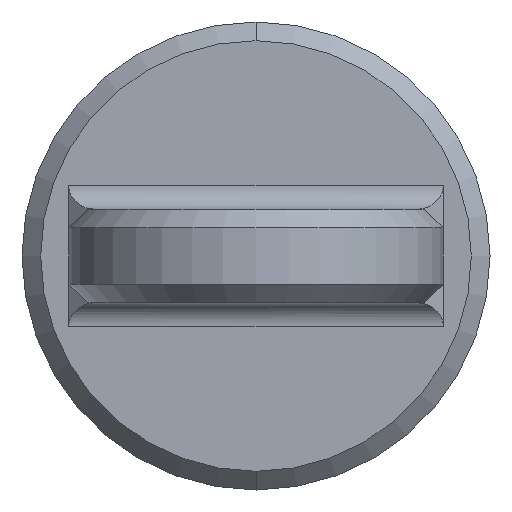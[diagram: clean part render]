
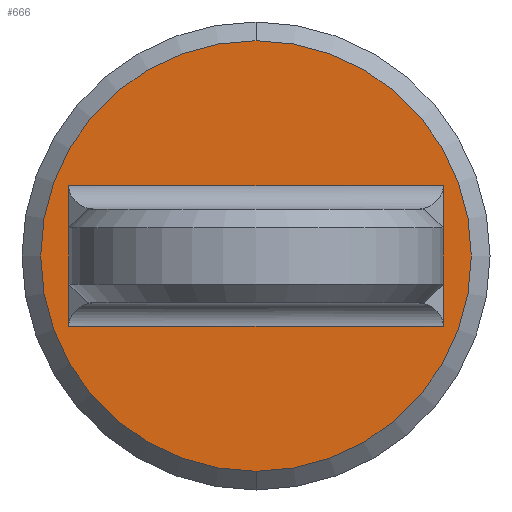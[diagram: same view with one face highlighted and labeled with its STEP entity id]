
A CAD part, front view. The second image highlights one B-rep face of the part: STEP entity #666.
In plain terms, the highlighted planar face has unit normal (0, -1, 0).
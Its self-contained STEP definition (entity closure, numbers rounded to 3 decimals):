
#7 = VECTOR ( 'NONE', #918, 1000. ) ;
#12 = DIRECTION ( 'NONE',  ( 1., 0., 0. ) ) ;
#34 = EDGE_CURVE ( 'NONE', #399, #670, #449, .T. ) ;
#51 = CARTESIAN_POINT ( 'NONE',  ( 0., 0., -15. ) ) ;
#72 = CARTESIAN_POINT ( 'NONE',  ( 0., 0., 0. ) ) ;
#120 = CARTESIAN_POINT ( 'NONE',  ( 0., 0., 46. ) ) ;
#149 = VERTEX_POINT ( 'NONE', #480 ) ;
#151 = AXIS2_PLACEMENT_3D ( 'NONE', #398, #259, #484 ) ;
#168 = ORIENTED_EDGE ( 'NONE', *, *, #647, .F. ) ;
#176 = LINE ( 'NONE', #51, #7 ) ;
#182 = CARTESIAN_POINT ( 'NONE',  ( 0., 0., 0. ) ) ;
#188 = DIRECTION ( 'NONE',  ( 0., -1., 0. ) ) ;
#196 = VERTEX_POINT ( 'NONE', #558 ) ;
#224 = ORIENTED_EDGE ( 'NONE', *, *, #759, .T. ) ;
#230 = LINE ( 'NONE', #286, #591 ) ;
#259 = DIRECTION ( 'NONE',  ( 0., -1., 0. ) ) ;
#260 = EDGE_LOOP ( 'NONE', ( #341, #897, #638, #168 ) ) ;
#275 = DIRECTION ( 'NONE',  ( 0., 0., 1. ) ) ;
#286 = CARTESIAN_POINT ( 'NONE',  ( 40., 0., 15. ) ) ;
#341 = ORIENTED_EDGE ( 'NONE', *, *, #499, .T. ) ;
#373 = CARTESIAN_POINT ( 'NONE',  ( -40., 0., -10. ) ) ;
#398 = CARTESIAN_POINT ( 'NONE',  ( 0., 0., 0. ) ) ;
#399 = VERTEX_POINT ( 'NONE', #606 ) ;
#417 = AXIS2_PLACEMENT_3D ( 'NONE', #72, #434, #651 ) ;
#420 = FACE_OUTER_BOUND ( 'NONE', #896, .T. ) ;
#434 = DIRECTION ( 'NONE',  ( 0., 1., 0. ) ) ;
#449 = LINE ( 'NONE', #373, #648 ) ;
#450 = ORIENTED_EDGE ( 'NONE', *, *, #473, .T. ) ;
#473 = EDGE_CURVE ( 'NONE', #149, #752, #708, .T. ) ;
#480 = CARTESIAN_POINT ( 'NONE',  ( 0., 0., -46. ) ) ;
#484 = DIRECTION ( 'NONE',  ( 0., 0., 1. ) ) ;
#489 = VERTEX_POINT ( 'NONE', #617 ) ;
#498 = CARTESIAN_POINT ( 'NONE',  ( 40., 0., -10. ) ) ;
#499 = EDGE_CURVE ( 'NONE', #196, #399, #176, .T. ) ;
#550 = LINE ( 'NONE', #498, #765 ) ;
#558 = CARTESIAN_POINT ( 'NONE',  ( 40., 0., -15. ) ) ;
#591 = VECTOR ( 'NONE', #12, 1000. ) ;
#606 = CARTESIAN_POINT ( 'NONE',  ( -40., 0., -15. ) ) ;
#617 = CARTESIAN_POINT ( 'NONE',  ( 40., 0., 15. ) ) ;
#637 = PLANE ( 'NONE',  #417 ) ;
#638 = ORIENTED_EDGE ( 'NONE', *, *, #671, .T. ) ;
#647 = EDGE_CURVE ( 'NONE', #196, #489, #550, .T. ) ;
#648 = VECTOR ( 'NONE', #803, 1000. ) ;
#651 = DIRECTION ( 'NONE',  ( 0., 0., 1. ) ) ;
#666 = ADVANCED_FACE ( 'NONE', ( #871, #420 ), #637, .F. ) ;
#670 = VERTEX_POINT ( 'NONE', #781 ) ;
#671 = EDGE_CURVE ( 'NONE', #670, #489, #230, .T. ) ;
#708 = CIRCLE ( 'NONE', #809, 46. ) ;
#752 = VERTEX_POINT ( 'NONE', #120 ) ;
#759 = EDGE_CURVE ( 'NONE', #752, #149, #872, .T. ) ;
#765 = VECTOR ( 'NONE', #275, 1000. ) ;
#781 = CARTESIAN_POINT ( 'NONE',  ( -40., 0., 15. ) ) ;
#803 = DIRECTION ( 'NONE',  ( 0., 0., 1. ) ) ;
#809 = AXIS2_PLACEMENT_3D ( 'NONE', #182, #188, #906 ) ;
#871 = FACE_BOUND ( 'NONE', #260, .T. ) ;
#872 = CIRCLE ( 'NONE', #151, 46. ) ;
#896 = EDGE_LOOP ( 'NONE', ( #224, #450 ) ) ;
#897 = ORIENTED_EDGE ( 'NONE', *, *, #34, .T. ) ;
#906 = DIRECTION ( 'NONE',  ( 0., 0., 1. ) ) ;
#918 = DIRECTION ( 'NONE',  ( -1., 0., 0. ) ) ;
